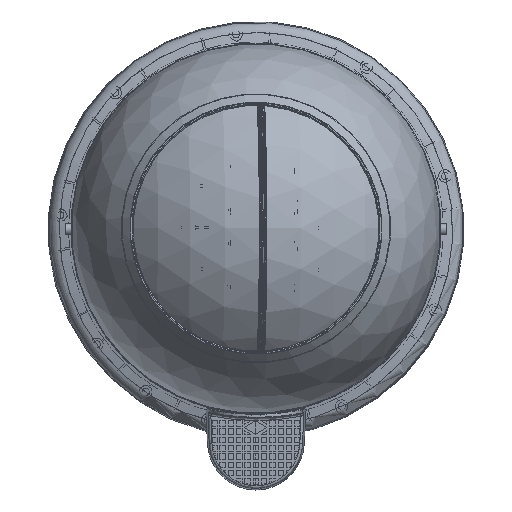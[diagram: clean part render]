
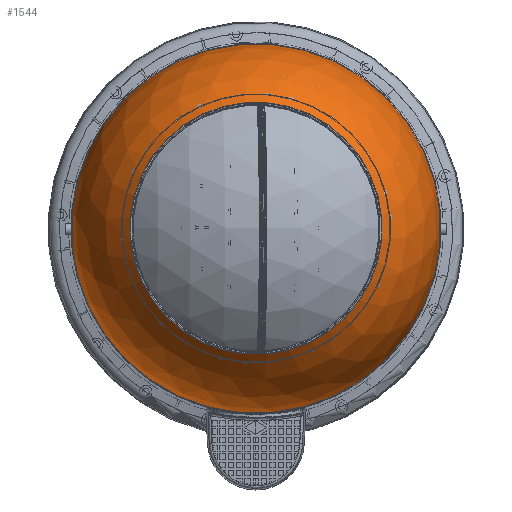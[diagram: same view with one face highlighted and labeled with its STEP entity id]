
A CAD part, top view. The second image highlights one B-rep face of the part: STEP entity #1544.
In plain terms, the highlighted spherical face has radius 133 mm.
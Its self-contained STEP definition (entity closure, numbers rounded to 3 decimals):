
#1544=ADVANCED_FACE('',(#5340,#5341),#5342,.T.);
#5340=FACE_BOUND('',#16824,.T.);
#5341=FACE_BOUND('',#16825,.T.);
#5342=SPHERICAL_SURFACE('',#16826,133.0);
#16824=EDGE_LOOP('',(#36724));
#16825=EDGE_LOOP('',(#36725));
#16826=AXIS2_PLACEMENT_3D('',#36726,#36727,#36728);
#36724=ORIENTED_EDGE('',*,*,#58750,.T.);
#36725=ORIENTED_EDGE('',*,*,#58444,.F.);
#36726=CARTESIAN_POINT('',(0.,0.,14.5));
#36727=DIRECTION('',(0.,0.,1.0));
#36728=DIRECTION('',(-0.707,0.707,0.));
#58444=EDGE_CURVE('',#67110,#67110,#67111,.T.);
#58750=EDGE_CURVE('',#67672,#67672,#67673,.T.);
#67110=VERTEX_POINT('',#82541);
#67111=CIRCLE('',#82542,90.957);
#67672=VERTEX_POINT('',#84427);
#67673=CIRCLE('',#84428,133.0);
#82541=CARTESIAN_POINT('',(64.317,-64.317,111.535));
#82542=AXIS2_PLACEMENT_3D('',#111927,#111928,#111929);
#84427=CARTESIAN_POINT('',(94.045,94.045,14.5));
#84428=AXIS2_PLACEMENT_3D('',#112341,#112342,#112343);
#111927=CARTESIAN_POINT('',(0.,0.,111.535));
#111928=DIRECTION('',(0.,0.,1.0));
#111929=DIRECTION('',(-0.707,-0.707,0.));
#112341=CARTESIAN_POINT('',(0.,0.,14.5));
#112342=DIRECTION('',(0.,0.,1.0));
#112343=DIRECTION('',(-0.707,-0.707,0.));
